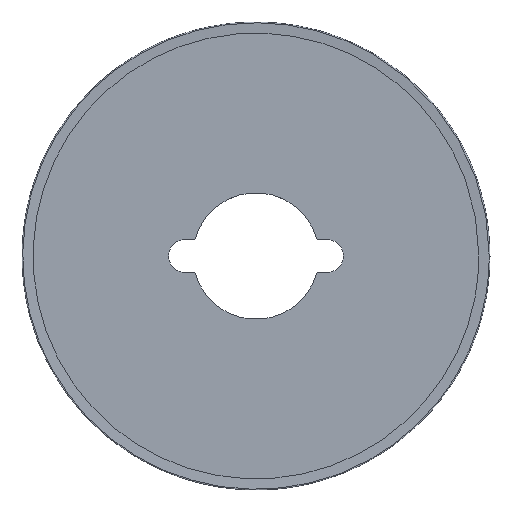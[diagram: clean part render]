
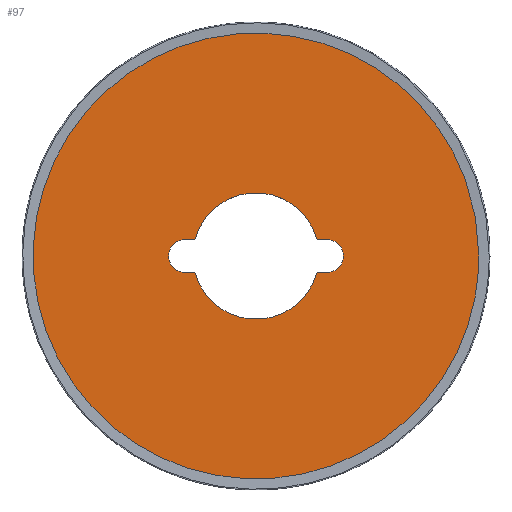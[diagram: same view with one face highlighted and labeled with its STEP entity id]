
A CAD part, top view. The second image highlights one B-rep face of the part: STEP entity #97.
In plain terms, the highlighted planar face has unit normal (0, 0, 1).
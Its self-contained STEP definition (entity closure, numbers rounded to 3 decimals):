
#58=PLANE('',#331);
#67=LINE('',#438,#83);
#68=LINE('',#443,#84);
#69=LINE('',#447,#85);
#70=LINE('',#451,#86);
#83=VECTOR('',#370,1.);
#84=VECTOR('',#373,1.);
#85=VECTOR('',#376,1.);
#86=VECTOR('',#379,1.);
#97=ADVANCED_FACE('',(#123,#124),#58,.F.);
#123=FACE_BOUND('',#141,.T.);
#124=FACE_BOUND('',#142,.T.);
#141=EDGE_LOOP('',(#174));
#142=EDGE_LOOP('',(#175,#176,#177,#178,#179,#180,#181,#182));
#174=ORIENTED_EDGE('',*,*,#252,.F.);
#175=ORIENTED_EDGE('',*,*,#261,.F.);
#176=ORIENTED_EDGE('',*,*,#262,.T.);
#177=ORIENTED_EDGE('',*,*,#263,.F.);
#178=ORIENTED_EDGE('',*,*,#264,.T.);
#179=ORIENTED_EDGE('',*,*,#265,.T.);
#180=ORIENTED_EDGE('',*,*,#266,.T.);
#181=ORIENTED_EDGE('',*,*,#267,.F.);
#182=ORIENTED_EDGE('',*,*,#268,.T.);
#228=VERTEX_POINT('',#419);
#237=VERTEX_POINT('',#439);
#238=VERTEX_POINT('',#440);
#239=VERTEX_POINT('',#442);
#240=VERTEX_POINT('',#444);
#241=VERTEX_POINT('',#446);
#242=VERTEX_POINT('',#448);
#243=VERTEX_POINT('',#450);
#244=VERTEX_POINT('',#452);
#252=EDGE_CURVE('',#228,#228,#284,.T.);
#261=EDGE_CURVE('',#237,#238,#67,.T.);
#262=EDGE_CURVE('',#237,#239,#289,.T.);
#263=EDGE_CURVE('',#240,#239,#68,.T.);
#264=EDGE_CURVE('',#240,#241,#290,.T.);
#265=EDGE_CURVE('',#241,#242,#69,.T.);
#266=EDGE_CURVE('',#242,#243,#291,.T.);
#267=EDGE_CURVE('',#244,#243,#70,.T.);
#268=EDGE_CURVE('',#244,#238,#292,.T.);
#284=CIRCLE('',#320,49.4);
#289=CIRCLE('',#327,3.5);
#290=CIRCLE('',#328,13.505);
#291=CIRCLE('',#329,3.5);
#292=CIRCLE('',#330,13.505);
#320=AXIS2_PLACEMENT_3D('',#418,#352,#353);
#327=AXIS2_PLACEMENT_3D('',#441,#371,#372);
#328=AXIS2_PLACEMENT_3D('',#445,#374,#375);
#329=AXIS2_PLACEMENT_3D('',#449,#377,#378);
#330=AXIS2_PLACEMENT_3D('',#453,#380,#381);
#331=AXIS2_PLACEMENT_3D('',#454,#382,#383);
#352=DIRECTION('',(0.,0.,-1.));
#353=DIRECTION('',(-1.,0.,0.));
#370=DIRECTION('',(-1.,0.,0.));
#371=DIRECTION('',(0.,0.,-1.));
#372=DIRECTION('',(0.,-1.,0.));
#373=DIRECTION('',(1.,0.,0.));
#374=DIRECTION('',(0.,0.,-1.));
#375=DIRECTION('',(0.,-1.,0.));
#376=DIRECTION('',(-1.,0.,0.));
#377=DIRECTION('',(0.,0.,-1.));
#378=DIRECTION('',(0.,-1.,0.));
#379=DIRECTION('',(-1.,0.,0.));
#380=DIRECTION('',(0.,0.,-1.));
#381=DIRECTION('',(0.,-1.,0.));
#382=DIRECTION('',(0.,0.,-1.));
#383=DIRECTION('',(0.,-1.,0.));
#418=CARTESIAN_POINT('',(0.,0.,0.));
#419=CARTESIAN_POINT('',(-49.4,0.,0.));
#438=CARTESIAN_POINT('',(0.,3.5,0.));
#439=CARTESIAN_POINT('',(15.195,3.5,0.));
#440=CARTESIAN_POINT('',(13.044,3.5,0.));
#441=CARTESIAN_POINT('',(15.195,0.,0.));
#442=CARTESIAN_POINT('',(15.195,-3.5,0.));
#443=CARTESIAN_POINT('',(0.,-3.5,0.));
#444=CARTESIAN_POINT('',(13.044,-3.5,0.));
#445=CARTESIAN_POINT('',(0.,0.,0.));
#446=CARTESIAN_POINT('',(-13.044,-3.5,0.));
#447=CARTESIAN_POINT('',(0.,-3.5,0.));
#448=CARTESIAN_POINT('',(-15.195,-3.5,0.));
#449=CARTESIAN_POINT('',(-15.195,0.,0.));
#450=CARTESIAN_POINT('',(-15.195,3.5,0.));
#451=CARTESIAN_POINT('',(0.,3.5,0.));
#452=CARTESIAN_POINT('',(-13.044,3.5,0.));
#453=CARTESIAN_POINT('',(0.,0.,0.));
#454=CARTESIAN_POINT('',(0.,0.,0.));
